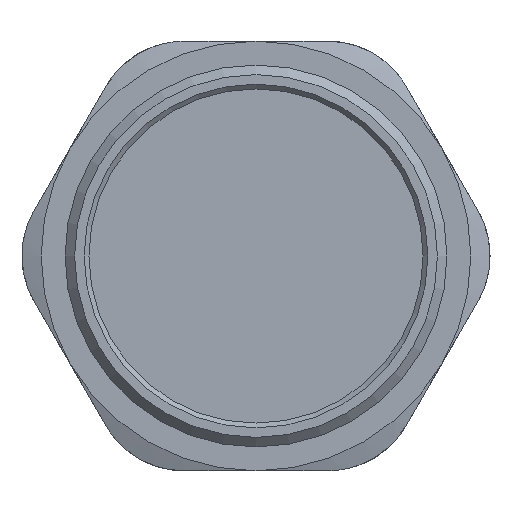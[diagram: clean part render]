
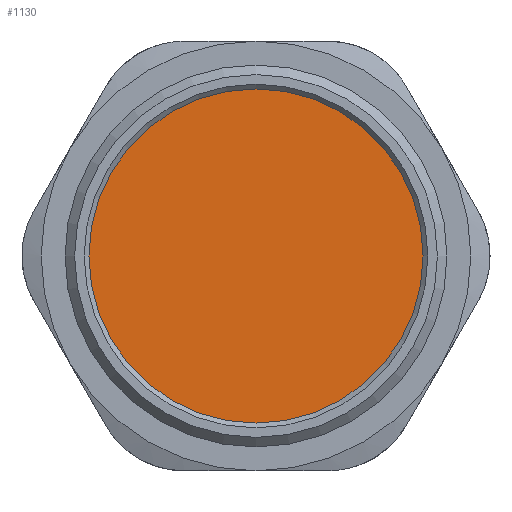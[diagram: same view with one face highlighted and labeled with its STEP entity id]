
A CAD part, front view. The second image highlights one B-rep face of the part: STEP entity #1130.
In plain terms, the highlighted planar face has unit normal (0, -1, 0).
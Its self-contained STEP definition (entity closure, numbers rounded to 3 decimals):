
#126=FACE_OUTER_BOUND('',#196,.T.);
#196=EDGE_LOOP('',(#715));
#389=CIRCLE('',#1230,17.5);
#443=VERTEX_POINT('',#1659);
#549=EDGE_CURVE('',#443,#443,#389,.T.);
#715=ORIENTED_EDGE('',*,*,#549,.F.);
#1035=PLANE('',#1229);
#1130=ADVANCED_FACE('',(#126),#1035,.F.);
#1229=AXIS2_PLACEMENT_3D('',#1658,#1362,#1363);
#1230=AXIS2_PLACEMENT_3D('',#1660,#1364,#1365);
#1362=DIRECTION('center_axis',(0.,1.,0.));
#1363=DIRECTION('ref_axis',(0.,0.,1.));
#1364=DIRECTION('center_axis',(0.,1.,0.));
#1365=DIRECTION('ref_axis',(1.,0.,0.));
#1658=CARTESIAN_POINT('Origin',(-3.774,-16.196,0.));
#1659=CARTESIAN_POINT('',(-21.274,-16.196,0.));
#1660=CARTESIAN_POINT('Origin',(-3.774,-16.196,0.));
